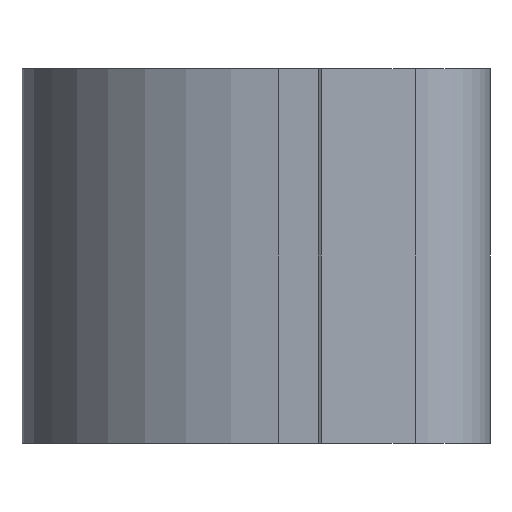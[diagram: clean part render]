
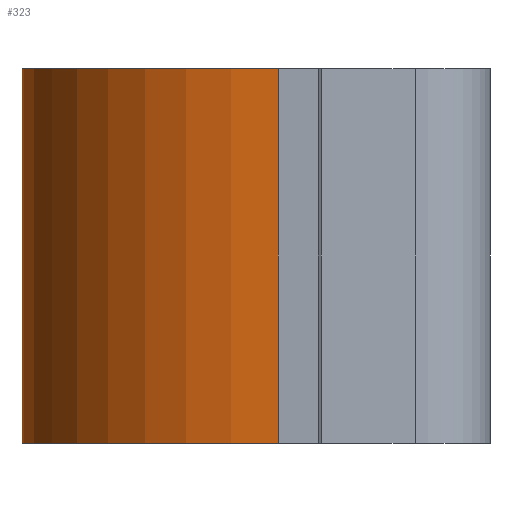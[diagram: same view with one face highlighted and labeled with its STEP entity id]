
A CAD part, left-side view. The second image highlights one B-rep face of the part: STEP entity #323.
In plain terms, the highlighted cylindrical face has radius 7.5 mm (diameter 15 mm), a partial arc.
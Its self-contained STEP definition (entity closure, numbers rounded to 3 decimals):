
#23 = ORIENTED_EDGE ( 'NONE', *, *, #68, .T. ) ;
#29 = FACE_OUTER_BOUND ( 'NONE', #212, .T. ) ;
#36 = DIRECTION ( 'NONE',  ( 0., 0., 1. ) ) ;
#43 = EDGE_CURVE ( 'NONE', #218, #129, #433, .T. ) ;
#50 = EDGE_CURVE ( 'NONE', #64, #129, #434, .T. ) ;
#59 = ORIENTED_EDGE ( 'NONE', *, *, #287, .F. ) ;
#64 = VERTEX_POINT ( 'NONE', #533 ) ;
#68 = EDGE_CURVE ( 'NONE', #196, #64, #120, .T. ) ;
#85 = CARTESIAN_POINT ( 'NONE',  ( -7.471, 0.654, 5. ) ) ;
#88 = AXIS2_PLACEMENT_3D ( 'NONE', #303, #368, #583 ) ;
#117 = VECTOR ( 'NONE', #498, 1000. ) ;
#120 = LINE ( 'NONE', #340, #117 ) ;
#129 = VERTEX_POINT ( 'NONE', #503 ) ;
#157 = CARTESIAN_POINT ( 'NONE',  ( 0., 0., -5. ) ) ;
#196 = VERTEX_POINT ( 'NONE', #570 ) ;
#212 = EDGE_LOOP ( 'NONE', ( #383, #377, #59, #23 ) ) ;
#218 = VERTEX_POINT ( 'NONE', #281 ) ;
#281 = CARTESIAN_POINT ( 'NONE',  ( -7.471, 0.654, 5. ) ) ;
#287 = EDGE_CURVE ( 'NONE', #196, #218, #379, .T. ) ;
#303 = CARTESIAN_POINT ( 'NONE',  ( 0., 0., 5. ) ) ;
#323 = ADVANCED_FACE ( 'NONE', ( #29 ), #581, .T. ) ;
#340 = CARTESIAN_POINT ( 'NONE',  ( 7.5, 0., 5. ) ) ;
#361 = CARTESIAN_POINT ( 'NONE',  ( 0., 0., 5. ) ) ;
#368 = DIRECTION ( 'NONE',  ( 0., 0., -1. ) ) ;
#377 = ORIENTED_EDGE ( 'NONE', *, *, #43, .F. ) ;
#379 = CIRCLE ( 'NONE', #453, 7.5 ) ;
#383 = ORIENTED_EDGE ( 'NONE', *, *, #50, .T. ) ;
#391 = DIRECTION ( 'NONE',  ( 0., 0., -1. ) ) ;
#428 = DIRECTION ( 'NONE',  ( 1., 0., 0. ) ) ;
#433 = LINE ( 'NONE', #85, #444 ) ;
#434 = CIRCLE ( 'NONE', #572, 7.5 ) ;
#444 = VECTOR ( 'NONE', #391, 1000. ) ;
#453 = AXIS2_PLACEMENT_3D ( 'NONE', #361, #36, #428 ) ;
#498 = DIRECTION ( 'NONE',  ( 0., 0., -1. ) ) ;
#503 = CARTESIAN_POINT ( 'NONE',  ( -7.471, 0.654, -5. ) ) ;
#533 = CARTESIAN_POINT ( 'NONE',  ( 7.5, 0., -5. ) ) ;
#563 = DIRECTION ( 'NONE',  ( 1., 0., 0. ) ) ;
#570 = CARTESIAN_POINT ( 'NONE',  ( 7.5, 0., 5. ) ) ;
#572 = AXIS2_PLACEMENT_3D ( 'NONE', #157, #600, #563 ) ;
#581 = CYLINDRICAL_SURFACE ( 'NONE', #88, 7.5 ) ;
#583 = DIRECTION ( 'NONE',  ( -1., 0., 0. ) ) ;
#600 = DIRECTION ( 'NONE',  ( 0., 0., 1. ) ) ;
